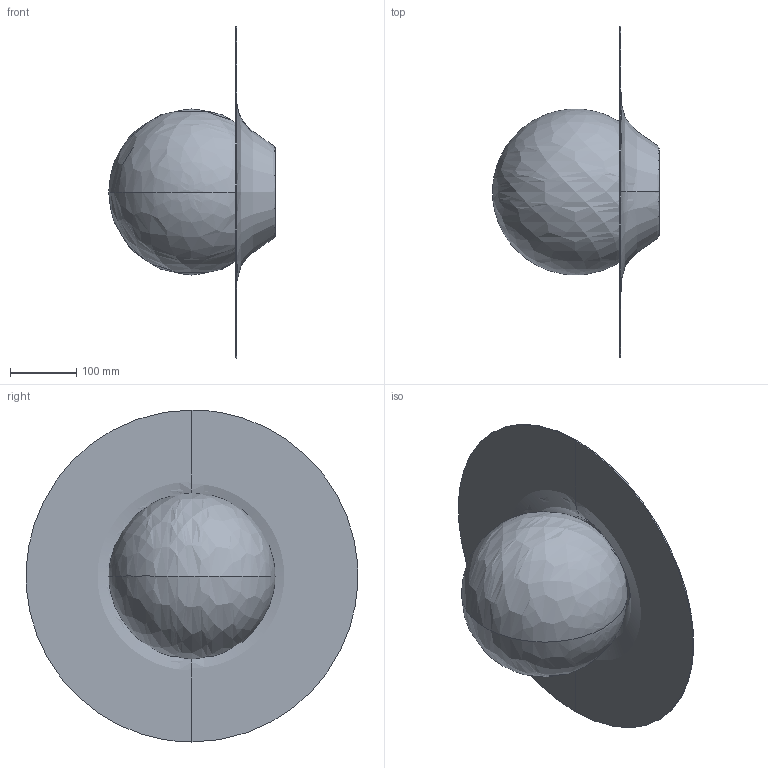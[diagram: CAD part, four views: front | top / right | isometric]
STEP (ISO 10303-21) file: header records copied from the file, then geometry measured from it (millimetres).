
FILE_DESCRIPTION(/* description */ (''),/* implementation_level */ '2;1');
FILE_NAME(/* name */ '1744.91_HAT',/* time_stamp */ '2023-01-16T18:53:50+01:00',/* author */ (''),/* organization */ (''),/* preprocessor_version */ 'ST-DEVELOPER v16.5',/* originating_system */ 'Rhino 7.15',/* authorisation */ '');
FILE_SCHEMA (('CONFIG_CONTROL_DESIGN'));
Length unit declared in the file: millimetre
Products named in the file (1): Document
Bounding box: 251.71 x 500.09 x 500.61 mm (x, y, z)
Volume: 8516899.2 mm3; surface area: 623510.8 mm2
Topology: 2 solids, 2 shells, 8 faces, 23 edges, 13 vertices
Faces by surface type: bspline 6, cylinder 2
Entity records: 2010 total; most frequent: CARTESIAN_POINT 1835, ORIENTED_EDGE 24, EDGE_CURVE 12, ADVANCED_FACE 8, FACE_OUTER_BOUND 8, EDGE_LOOP 8, VERTEX_POINT 8, DIRECTION 8
